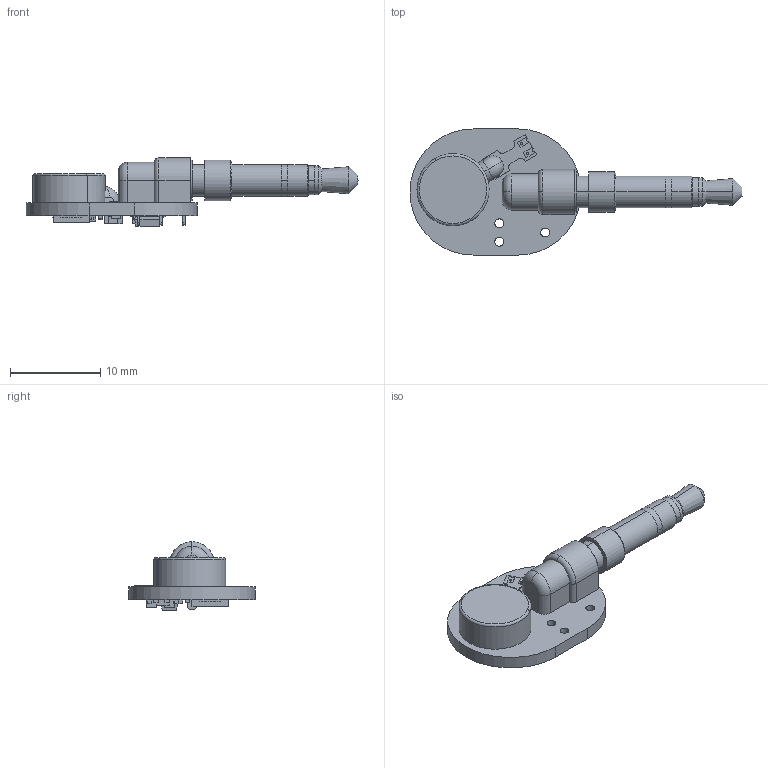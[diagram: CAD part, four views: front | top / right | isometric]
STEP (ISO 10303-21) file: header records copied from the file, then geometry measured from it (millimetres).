
FILE_DESCRIPTION(('Open CASCADE Model'),'2;1');
FILE_NAME('Open CASCADE Shape Model','2025-10-15T22:08:59',('Author'),( 'Open CASCADE'),'Open CASCADE STEP processor 7.5','Open CASCADE 7.5' ,'Unknown');
FILE_SCHEMA(('AUTOMOTIVE_DESIGN { 1 0 10303 214 1 1 1 1 }'));
Length unit declared in the file: millimetre
Products named in the file (32): PCB; Board; Open CASCADE STEP translator 7.5 1.1.1; C7; Capacitor 0805; C6; U2; 6856586768; Extruded; U1; QFN-20; R5; Resistor 0402; User Library-R SMD 0402_0402 BODY; User Library-R SMD 0402_0402 PAD; User Library-R SMD 0402_0402 OPIS; R4; R3; R2; R1; M1; VG0832014L; J1; SP-3533-02; D1; SOD-123; C5; C4; Capacitor 0402; C3; C2; C1
Assembly tree (41 placements, depth 4):
  PCB
    Board
      Open CASCADE STEP translator 7.5 1.1.1
    C7
      Capacitor 0805
    C6
      Capacitor 0805
    U2
      6856586768
        Extruded
    U1
      QFN-20
    R5
      Resistor 0402
        User Library-R SMD 0402_0402 BODY
        User Library-R SMD 0402_0402 PAD  x2
        User Library-R SMD 0402_0402 OPIS
    R4
      Resistor 0402
        User Library-R SMD 0402_0402 BODY
        User Library-R SMD 0402_0402 PAD  x2
        User Library-R SMD 0402_0402 OPIS
    R3
      Resistor 0402
        User Library-R SMD 0402_0402 BODY
        User Library-R SMD 0402_0402 PAD  x2
        User Library-R SMD 0402_0402 OPIS
    R2
      Resistor 0402
        User Library-R SMD 0402_0402 BODY
        User Library-R SMD 0402_0402 PAD  x2
        User Library-R SMD 0402_0402 OPIS
    R1
      Resistor 0402
        User Library-R SMD 0402_0402 BODY
        User Library-R SMD 0402_0402 PAD  x2
        User Library-R SMD 0402_0402 OPIS
    M1
      VG0832014L
    J1
      SP-3533-02
    D1
      SOD-123
    C5
      Capacitor 0805
    C4
      Capacitor 0402
    C3
      Capacitor 0402
    C2
      Capacitor 0402
    C1
      Capacitor 0402
Bounding box: 36.85 x 14 x 7.6 mm (x, y, z)
Volume: 842 mm3; surface area: 1386.9 mm2
Topology: 34 solids, 38 shells, 1311 faces, 3226 edges, 1963 vertices
Faces by surface type: plane 687, cylinder 284, bspline 234, sphere 88, cone 10, torus 6, revolution 2
Full cylindrical faces by diameter (mm): 0.99 x3
Entity records: 26568 total; most frequent: CARTESIAN_POINT 7170, ORIENTED_EDGE 3168, DIRECTION 2971, EDGE_CURVE 1584, LINE 1141, VECTOR 1141, VERTEX_POINT 1015, AXIS2_PLACEMENT_3D 914
